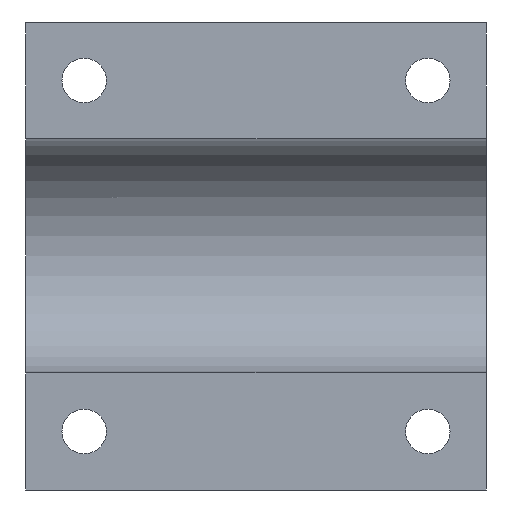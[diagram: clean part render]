
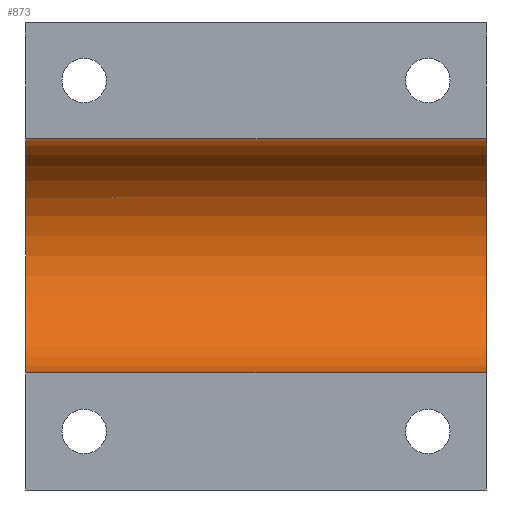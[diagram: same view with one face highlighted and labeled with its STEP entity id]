
A CAD part, front view. The second image highlights one B-rep face of the part: STEP entity #873.
In plain terms, the highlighted cylindrical face has radius 12.7 mm (diameter 25.4 mm), a partial arc.
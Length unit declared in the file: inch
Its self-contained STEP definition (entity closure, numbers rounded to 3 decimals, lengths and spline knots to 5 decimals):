
#79=LINE('',#1634,#147);
#80=LINE('',#1638,#148);
#147=VECTOR('',#1233,0.3937);
#148=VECTOR('',#1238,0.3937);
#173=CYLINDRICAL_SURFACE('',#985,0.5);
#245=FACE_OUTER_BOUND('',#309,.T.);
#309=EDGE_LOOP('',(#759,#760,#761,#762));
#364=CIRCLE('',#983,0.5);
#365=CIRCLE('',#986,0.5);
#443=VERTEX_POINT('',#1624);
#444=VERTEX_POINT('',#1626);
#446=VERTEX_POINT('',#1632);
#447=VERTEX_POINT('',#1636);
#555=EDGE_CURVE('',#443,#444,#364,.T.);
#559=EDGE_CURVE('',#446,#443,#79,.T.);
#560=EDGE_CURVE('',#447,#446,#365,.T.);
#561=EDGE_CURVE('',#447,#444,#80,.T.);
#759=ORIENTED_EDGE('',*,*,#559,.F.);
#760=ORIENTED_EDGE('',*,*,#560,.F.);
#761=ORIENTED_EDGE('',*,*,#561,.T.);
#762=ORIENTED_EDGE('',*,*,#555,.F.);
#873=ADVANCED_FACE('',(#245),#173,.F.);
#983=AXIS2_PLACEMENT_3D('',#1627,#1226,#1227);
#985=AXIS2_PLACEMENT_3D('',#1635,#1234,#1235);
#986=AXIS2_PLACEMENT_3D('',#1637,#1236,#1237);
#1226=DIRECTION('center_axis',(1.,0.,0.));
#1227=DIRECTION('ref_axis',(0.,0.,-1.));
#1233=DIRECTION('',(-1.,0.,0.));
#1234=DIRECTION('center_axis',(1.,0.,0.));
#1235=DIRECTION('ref_axis',(0.,0.,-1.));
#1236=DIRECTION('center_axis',(-1.,0.,0.));
#1237=DIRECTION('ref_axis',(0.,0.,-1.));
#1238=DIRECTION('',(-1.,0.,0.));
#1624=CARTESIAN_POINT('',(-0.98425,0.,-0.5));
#1626=CARTESIAN_POINT('',(-0.98425,0.,0.5));
#1627=CARTESIAN_POINT('Origin',(-0.98425,0.,0.));
#1632=CARTESIAN_POINT('',(0.98425,0.,-0.5));
#1634=CARTESIAN_POINT('',(0.,0.,-0.5));
#1635=CARTESIAN_POINT('Origin',(0.,0.,0.));
#1636=CARTESIAN_POINT('',(0.98425,0.,0.5));
#1637=CARTESIAN_POINT('Origin',(0.98425,0.,0.));
#1638=CARTESIAN_POINT('',(0.,0.,0.5));
